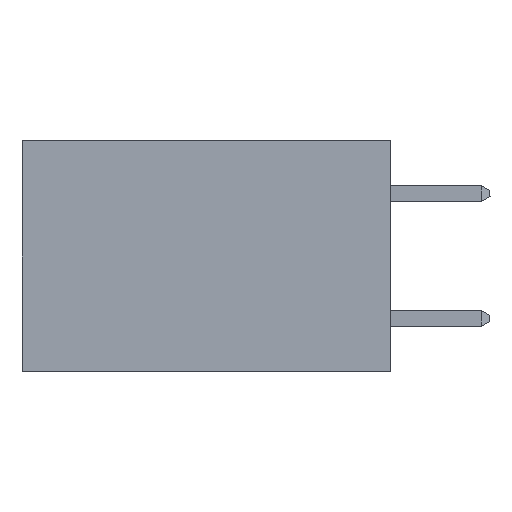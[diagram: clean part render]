
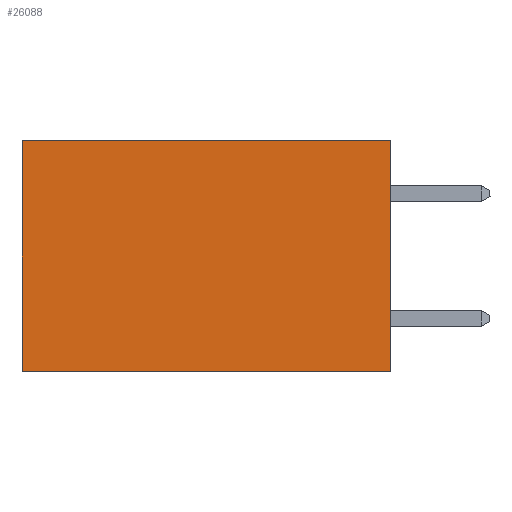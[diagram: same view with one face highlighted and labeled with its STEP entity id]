
A CAD part, left-side view. The second image highlights one B-rep face of the part: STEP entity #26088.
In plain terms, the highlighted planar face has unit normal (-1, 0, 0).
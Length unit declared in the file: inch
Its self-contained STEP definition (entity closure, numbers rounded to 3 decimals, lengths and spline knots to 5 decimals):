
#331 = DIRECTION ( 'NONE',  ( 0., 0., -1. ) ) ;
#3643 = DIRECTION ( 'NONE',  ( 0., 1., 0. ) ) ;
#3712 = CARTESIAN_POINT ( 'NONE',  ( 0.277, 0., 0. ) ) ;
#3877 = PLANE ( 'NONE',  #29578 ) ;
#5907 = EDGE_LOOP ( 'NONE', ( #10342, #17603, #18833, #14270 ) ) ;
#6311 = DIRECTION ( 'NONE',  ( 0., 0., -1. ) ) ;
#8215 = FACE_OUTER_BOUND ( 'NONE', #5907, .T. ) ;
#8619 = DIRECTION ( 'NONE',  ( 0., 1., 0. ) ) ;
#8786 = LINE ( 'NONE', #29770, #21076 ) ;
#9566 = EDGE_CURVE ( 'NONE', #12584, #19920, #19131, .T. ) ;
#10342 = ORIENTED_EDGE ( 'NONE', *, *, #13334, .T. ) ;
#12446 = CARTESIAN_POINT ( 'NONE',  ( 0.277, 0.59, -0.37 ) ) ;
#12584 = VERTEX_POINT ( 'NONE', #14846 ) ;
#12832 = DIRECTION ( 'NONE',  ( 0., 0., -1. ) ) ;
#13334 = EDGE_CURVE ( 'NONE', #14969, #15268, #8786, .T. ) ;
#13350 = CARTESIAN_POINT ( 'NONE',  ( 0.277, 0., -0.37 ) ) ;
#13761 = CARTESIAN_POINT ( 'NONE',  ( 0.277, 0.59, 0. ) ) ;
#14270 = ORIENTED_EDGE ( 'NONE', *, *, #31178, .T. ) ;
#14846 = CARTESIAN_POINT ( 'NONE',  ( 0.277, 0., 0. ) ) ;
#14969 = VERTEX_POINT ( 'NONE', #13761 ) ;
#15268 = VERTEX_POINT ( 'NONE', #12446 ) ;
#15384 = CARTESIAN_POINT ( 'NONE',  ( 0.277, 0., -0.37 ) ) ;
#17603 = ORIENTED_EDGE ( 'NONE', *, *, #28411, .F. ) ;
#18466 = VECTOR ( 'NONE', #3643, 39.37008 ) ;
#18833 = ORIENTED_EDGE ( 'NONE', *, *, #9566, .F. ) ;
#19131 = LINE ( 'NONE', #15384, #25701 ) ;
#19920 = VERTEX_POINT ( 'NONE', #31411 ) ;
#21004 = DIRECTION ( 'NONE',  ( 1., 0., 0. ) ) ;
#21076 = VECTOR ( 'NONE', #331, 39.37008 ) ;
#24051 = VECTOR ( 'NONE', #8619, 39.37008 ) ;
#25029 = LINE ( 'NONE', #13350, #18466 ) ;
#25701 = VECTOR ( 'NONE', #12832, 39.37008 ) ;
#26088 = ADVANCED_FACE ( 'NONE', ( #8215 ), #3877, .F. ) ;
#28321 = CARTESIAN_POINT ( 'NONE',  ( 0.277, 0., -0.37 ) ) ;
#28411 = EDGE_CURVE ( 'NONE', #19920, #15268, #25029, .T. ) ;
#29578 = AXIS2_PLACEMENT_3D ( 'NONE', #28321, #21004, #6311 ) ;
#29770 = CARTESIAN_POINT ( 'NONE',  ( 0.277, 0.59, -0.37 ) ) ;
#30622 = LINE ( 'NONE', #3712, #24051 ) ;
#31178 = EDGE_CURVE ( 'NONE', #12584, #14969, #30622, .T. ) ;
#31411 = CARTESIAN_POINT ( 'NONE',  ( 0.277, 0., -0.37 ) ) ;
